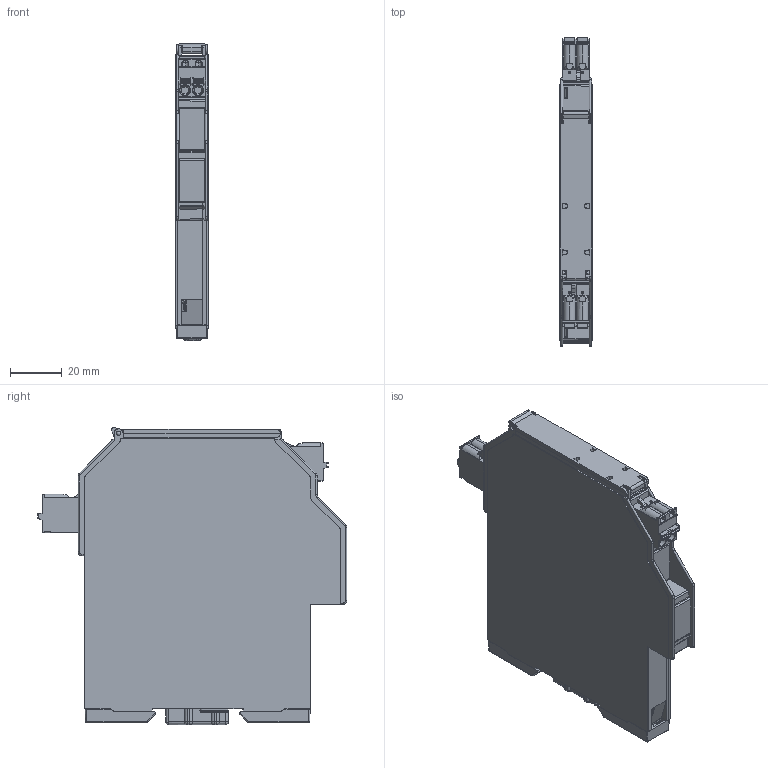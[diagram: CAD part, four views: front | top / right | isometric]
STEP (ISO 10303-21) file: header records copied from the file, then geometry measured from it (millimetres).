
FILE_DESCRIPTION((''),'2;1');
FILE_NAME('CAD-9003_ASM','2024-04-16T10:05:16',('creinig-se'),(''),'CREO PARAMETRIC BY PTC INC, 2022284','CREO PARAMETRIC BY PTC INC, 2022284','');
FILE_SCHEMA(('CONFIG_CONTROL_DESIGN','SHAPE_APPEARANCE_LAYERS_GROUPS'));
Products named in the file (4): CAD-8035_SW0001_TEILW; CAD-8035_KC_SLIDER; CAD-8652_FKCT_2_5-2-ST-5; CAD-9003_ASM
Assembly tree (5 placements, depth 2):
  CAD-9003_ASM
    CAD-8035_SW0001_TEILW
    CAD-8035_KC_SLIDER  x2
    CAD-8652_FKCT_2_5-2-ST-5  x2
Bounding box: 12.5 x 120.15 x 115.32 mm (x, y, z)
Volume: 124055 mm3; surface area: 39454.3 mm2
Topology: 6 solids, 6 shells, 1758 faces, 4926 edges, 3147 vertices
Faces by surface type: plane 1120, cylinder 486, cone 48, sphere 40, torus 34, bspline 30
Entity records: 57269 total; most frequent: CARTESIAN_POINT 12922, ORIENTED_EDGE 8116, DIRECTION 6924, EDGE_CURVE 4058, VECTOR 2952, LINE 2952, VERTEX_POINT 2612, AXIS2_PLACEMENT_3D 1986
